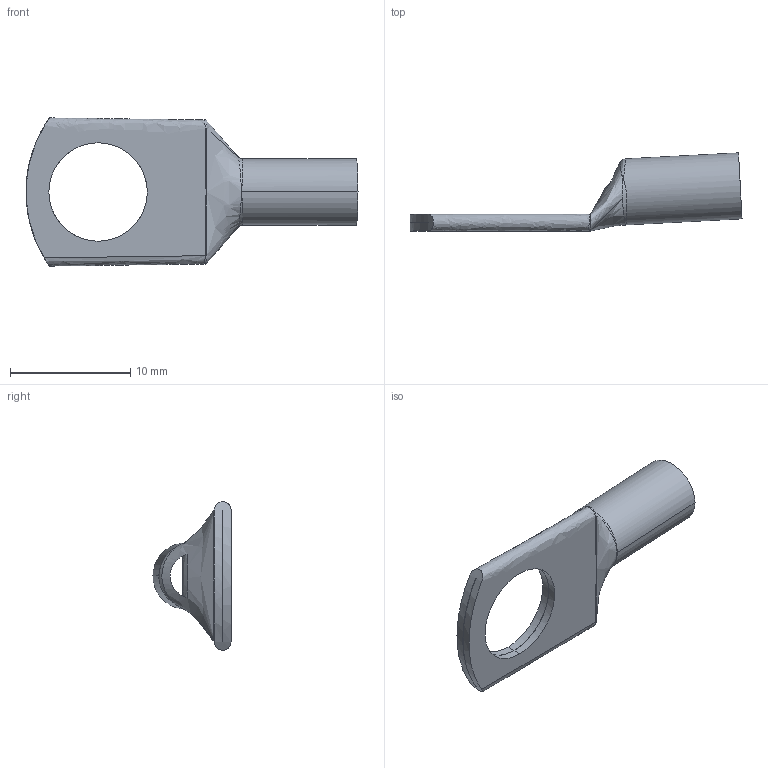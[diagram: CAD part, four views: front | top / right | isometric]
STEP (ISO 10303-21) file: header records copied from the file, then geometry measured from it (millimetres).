
FILE_DESCRIPTION (( 'STEP AP203' ), '1' );
FILE_NAME ('013371.STEP', '2024-08-28T08:33:08', ( '' ), ( '' ), 'SwSTEP 2.0', 'SolidWorks 2022', '' );
FILE_SCHEMA (( 'CONFIG_CONTROL_DESIGN' ));
Length unit declared in the file: millimetre
Products named in the file (1): 013371
Bounding box: 27.63 x 6.5 x 12.35 mm (x, y, z)
Volume: 336.6 mm3; surface area: 957.2 mm2
Topology: 1 solids, 1 shells, 28 faces, 98 edges, 71 vertices
Faces by surface type: bspline 17, cylinder 9, plane 2
Entity records: 3013 total; most frequent: CARTESIAN_POINT 2225, ORIENTED_EDGE 196, EDGE_CURVE 98, DIRECTION 80, VERTEX_POINT 71, B_SPLINE_CURVE_WITH_KNOTS 63, EDGE_LOOP 35, AXIS2_PLACEMENT_3D 33
